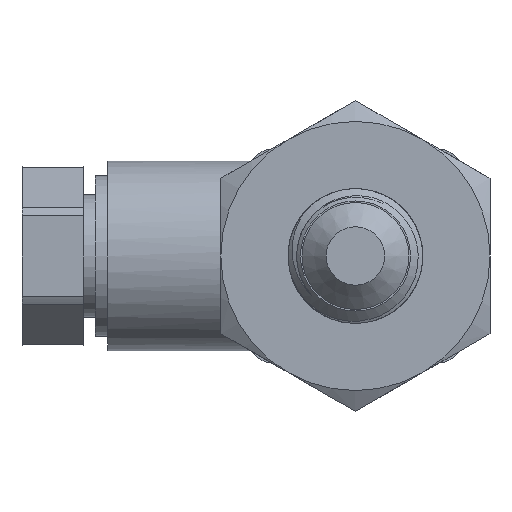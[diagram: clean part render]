
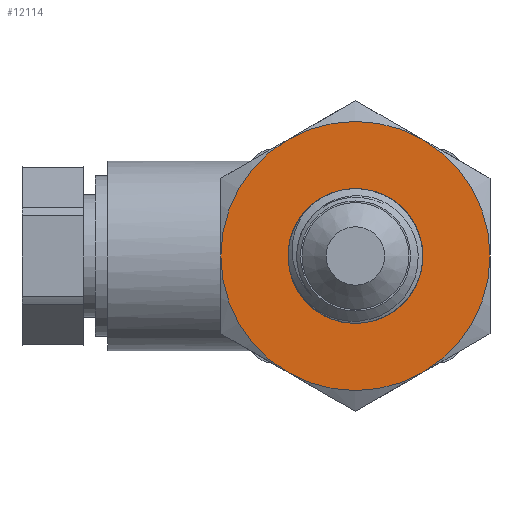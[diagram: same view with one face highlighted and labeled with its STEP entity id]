
A CAD part, left-side view. The second image highlights one B-rep face of the part: STEP entity #12114.
In plain terms, the highlighted planar face has unit normal (-1, 0, 0).
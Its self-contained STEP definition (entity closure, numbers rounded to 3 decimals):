
#440=PLANE('',#12656);
#633=FACE_BOUND('',#1719,.T.);
#992=FACE_OUTER_BOUND('',#1718,.T.);
#1718=EDGE_LOOP('',(#9632,#9633,#9634,#9635,#9636,#9637));
#1719=EDGE_LOOP('',(#9638));
#2148=CIRCLE('',#12618,11.);
#2149=CIRCLE('',#12620,11.);
#2150=CIRCLE('',#12622,11.);
#2151=CIRCLE('',#12624,11.);
#2152=CIRCLE('',#12626,11.);
#2153=CIRCLE('',#12628,11.);
#2161=CIRCLE('',#12655,4.5);
#5344=VERTEX_POINT('',#23552);
#5345=VERTEX_POINT('',#23556);
#5347=VERTEX_POINT('',#23563);
#5349=VERTEX_POINT('',#23573);
#5351=VERTEX_POINT('',#23586);
#5353=VERTEX_POINT('',#23596);
#5364=VERTEX_POINT('',#24561);
#6852=EDGE_CURVE('',#5344,#5345,#2148,.T.);
#6855=EDGE_CURVE('',#5347,#5344,#2149,.T.);
#6858=EDGE_CURVE('',#5349,#5347,#2150,.T.);
#6860=EDGE_CURVE('',#5351,#5349,#2151,.T.);
#6863=EDGE_CURVE('',#5353,#5351,#2152,.T.);
#6866=EDGE_CURVE('',#5345,#5353,#2153,.T.);
#6894=EDGE_CURVE('',#5364,#5364,#2161,.T.);
#9632=ORIENTED_EDGE('',*,*,#6866,.T.);
#9633=ORIENTED_EDGE('',*,*,#6863,.T.);
#9634=ORIENTED_EDGE('',*,*,#6860,.T.);
#9635=ORIENTED_EDGE('',*,*,#6858,.T.);
#9636=ORIENTED_EDGE('',*,*,#6855,.T.);
#9637=ORIENTED_EDGE('',*,*,#6852,.T.);
#9638=ORIENTED_EDGE('',*,*,#6894,.T.);
#12114=ADVANCED_FACE('',(#992,#633),#440,.T.);
#12618=AXIS2_PLACEMENT_3D('',#23560,#13552,#13553);
#12620=AXIS2_PLACEMENT_3D('',#23570,#13556,#13557);
#12622=AXIS2_PLACEMENT_3D('',#23580,#13560,#13561);
#12624=AXIS2_PLACEMENT_3D('',#23587,#13564,#13565);
#12626=AXIS2_PLACEMENT_3D('',#23597,#13568,#13569);
#12628=AXIS2_PLACEMENT_3D('',#23606,#13572,#13573);
#12655=AXIS2_PLACEMENT_3D('',#24562,#13638,#13639);
#12656=AXIS2_PLACEMENT_3D('',#24564,#13641,#13642);
#13552=DIRECTION('center_axis',(-1.,0.,0.));
#13553=DIRECTION('ref_axis',(0.,1.,0.));
#13556=DIRECTION('center_axis',(-1.,0.,0.));
#13557=DIRECTION('ref_axis',(0.,1.,0.));
#13560=DIRECTION('center_axis',(-1.,0.,0.));
#13561=DIRECTION('ref_axis',(0.,1.,0.));
#13564=DIRECTION('center_axis',(-1.,0.,0.));
#13565=DIRECTION('ref_axis',(0.,1.,0.));
#13568=DIRECTION('center_axis',(-1.,0.,0.));
#13569=DIRECTION('ref_axis',(0.,1.,0.));
#13572=DIRECTION('center_axis',(-1.,0.,0.));
#13573=DIRECTION('ref_axis',(0.,1.,0.));
#13638=DIRECTION('center_axis',(1.,0.,0.));
#13639=DIRECTION('ref_axis',(0.,0.,-1.));
#13641=DIRECTION('center_axis',(-1.,0.,0.));
#13642=DIRECTION('ref_axis',(0.,0.,1.));
#23552=CARTESIAN_POINT('',(-31.4,-11.,0.));
#23556=CARTESIAN_POINT('',(-31.4,-5.5,9.526));
#23560=CARTESIAN_POINT('Origin',(-31.4,0.,
0.));
#23563=CARTESIAN_POINT('',(-31.4,-5.5,-9.526));
#23570=CARTESIAN_POINT('Origin',(-31.4,0.,
0.));
#23573=CARTESIAN_POINT('',(-31.4,5.5,-9.526));
#23580=CARTESIAN_POINT('Origin',(-31.4,0.,
0.));
#23586=CARTESIAN_POINT('',(-31.4,11.,0.));
#23587=CARTESIAN_POINT('Origin',(-31.4,0.,
0.));
#23596=CARTESIAN_POINT('',(-31.4,5.5,9.526));
#23597=CARTESIAN_POINT('Origin',(-31.4,0.,
0.));
#23606=CARTESIAN_POINT('Origin',(-31.4,0.,
0.));
#24561=CARTESIAN_POINT('',(-31.4,-4.5,0.));
#24562=CARTESIAN_POINT('Origin',(-31.4,0.,
0.));
#24564=CARTESIAN_POINT('Origin',(-31.4,11.,0.));
